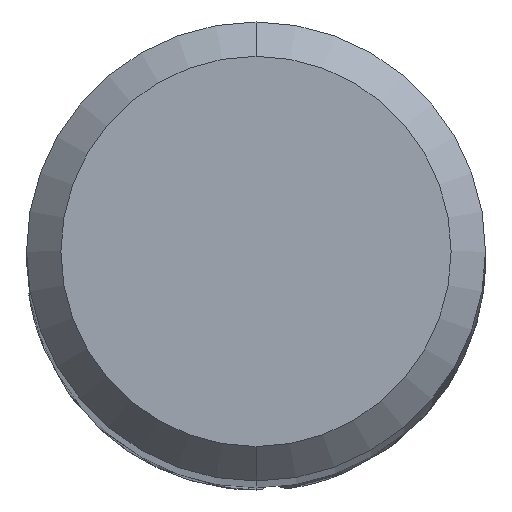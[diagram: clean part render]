
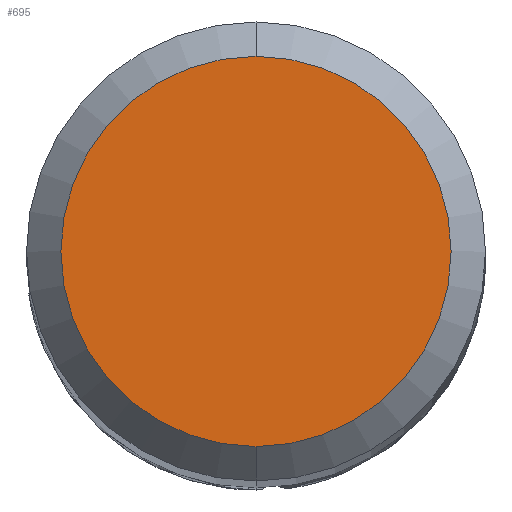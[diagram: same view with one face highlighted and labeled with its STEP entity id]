
A CAD part, top view. The second image highlights one B-rep face of the part: STEP entity #695.
In plain terms, the highlighted planar face has unit normal (0, 0, 1).
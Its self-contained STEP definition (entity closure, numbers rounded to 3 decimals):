
#631=EDGE_CURVE('',#1199,#659,#1768,.T.);
#659=VERTEX_POINT('',#1799);
#695=ADVANCED_FACE('',(#1835),#1836,.T.);
#1199=VERTEX_POINT('',#2390);
#1363=EDGE_CURVE('',#659,#1199,#2565,.T.);
#1768=CIRCLE('',#3070,1.7);
#1799=CARTESIAN_POINT('',(0.,-1.7,0.0));
#1835=FACE_OUTER_BOUND('',#3353,.T.);
#1836=PLANE('',#3354);
#2390=CARTESIAN_POINT('',(0.0,1.7,0.0));
#2565=CIRCLE('',#7285,1.7);
#3070=AXIS2_PLACEMENT_3D('',#10298,#10299,#10300);
#3353=EDGE_LOOP('',(#10341,#10342));
#3354=AXIS2_PLACEMENT_3D('',#10343,#10344,#10345);
#7285=AXIS2_PLACEMENT_3D('',#11054,#11055,#11056);
#10298=CARTESIAN_POINT('',(0.0,0.0,0.0));
#10299=DIRECTION('',(0.0,0.0,-1.0));
#10300=DIRECTION('',(0.0,1.0,0.0));
#10341=ORIENTED_EDGE('',*,*,#631,.F.);
#10342=ORIENTED_EDGE('',*,*,#1363,.F.);
#10343=CARTESIAN_POINT('',(0.0,0.85,0.0));
#10344=DIRECTION('',(-0.0,0.0,1.0));
#10345=DIRECTION('',(0.0,-1.0,0.0));
#11054=CARTESIAN_POINT('',(0.0,0.0,0.0));
#11055=DIRECTION('',(0.0,0.0,-1.0));
#11056=DIRECTION('',(0.0,1.0,0.0));
